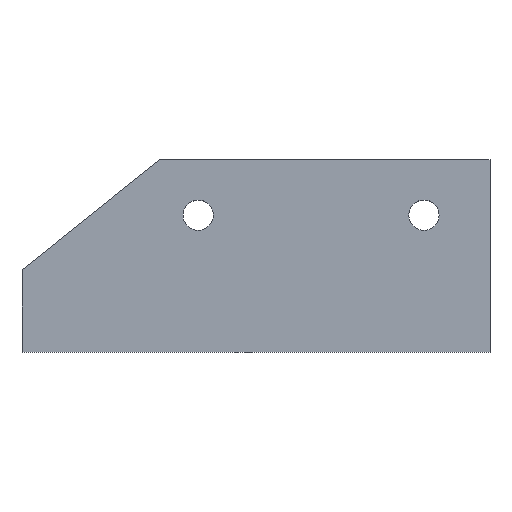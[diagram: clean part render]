
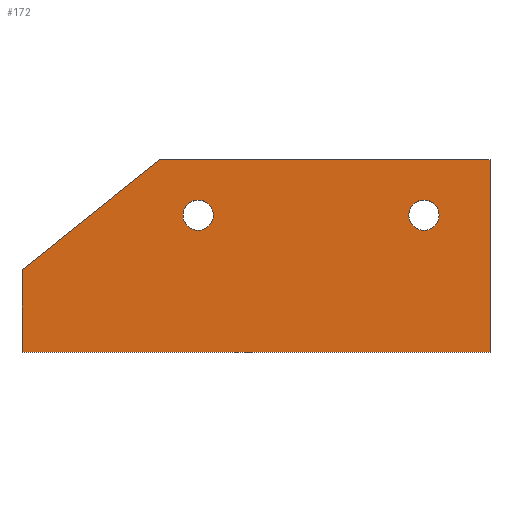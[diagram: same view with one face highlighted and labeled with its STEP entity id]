
A CAD part, top view. The second image highlights one B-rep face of the part: STEP entity #172.
In plain terms, the highlighted planar face has unit normal (0, 0, 1).
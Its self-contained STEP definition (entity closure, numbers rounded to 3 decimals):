
#15=FACE_BOUND('',#43,.T.);
#16=FACE_BOUND('',#44,.T.);
#24=PLANE('',#199);
#33=FACE_OUTER_BOUND('',#42,.T.);
#42=EDGE_LOOP('',(#149,#150,#151,#152,#153));
#43=EDGE_LOOP('',(#154));
#44=EDGE_LOOP('',(#155));
#52=LINE('',#266,#69);
#55=LINE('',#272,#72);
#58=LINE('',#278,#75);
#61=LINE('',#284,#78);
#64=LINE('',#288,#81);
#69=VECTOR('',#221,10.);
#72=VECTOR('',#226,10.);
#75=VECTOR('',#231,10.);
#78=VECTOR('',#236,10.);
#81=VECTOR('',#241,10.);
#82=CIRCLE('',#189,2.75);
#84=CIRCLE('',#192,2.75);
#86=VERTEX_POINT('',#248);
#88=VERTEX_POINT('',#254);
#92=VERTEX_POINT('',#263);
#93=VERTEX_POINT('',#265);
#95=VERTEX_POINT('',#271);
#97=VERTEX_POINT('',#277);
#99=VERTEX_POINT('',#283);
#100=EDGE_CURVE('',#86,#86,#82,.T.);
#103=EDGE_CURVE('',#88,#88,#84,.T.);
#108=EDGE_CURVE('',#93,#92,#52,.T.);
#111=EDGE_CURVE('',#95,#93,#55,.T.);
#114=EDGE_CURVE('',#97,#95,#58,.T.);
#117=EDGE_CURVE('',#99,#97,#61,.T.);
#120=EDGE_CURVE('',#92,#99,#64,.T.);
#149=ORIENTED_EDGE('',*,*,#120,.T.);
#150=ORIENTED_EDGE('',*,*,#117,.T.);
#151=ORIENTED_EDGE('',*,*,#114,.T.);
#152=ORIENTED_EDGE('',*,*,#111,.T.);
#153=ORIENTED_EDGE('',*,*,#108,.T.);
#154=ORIENTED_EDGE('',*,*,#103,.T.);
#155=ORIENTED_EDGE('',*,*,#100,.T.);
#172=ADVANCED_FACE('',(#33,#15,#16),#24,.T.);
#189=AXIS2_PLACEMENT_3D('',#249,#205,#206);
#192=AXIS2_PLACEMENT_3D('',#255,#212,#213);
#199=AXIS2_PLACEMENT_3D('',#289,#242,#243);
#205=DIRECTION('center_axis',(0.,0.,-1.));
#206=DIRECTION('ref_axis',(1.,0.,0.));
#212=DIRECTION('center_axis',(0.,0.,-1.));
#213=DIRECTION('ref_axis',(1.,0.,0.));
#221=DIRECTION('',(0.,1.,0.));
#226=DIRECTION('',(1.,0.,0.));
#231=DIRECTION('',(0.,-1.,0.));
#236=DIRECTION('',(-0.781,-0.625,0.));
#241=DIRECTION('',(-1.,0.,0.));
#242=DIRECTION('center_axis',(0.,0.,1.));
#243=DIRECTION('ref_axis',(1.,0.,0.));
#248=CARTESIAN_POINT('',(-37.75,9.903,6.));
#249=CARTESIAN_POINT('Origin',(-35.,9.903,6.));
#254=CARTESIAN_POINT('',(3.25,9.903,6.));
#255=CARTESIAN_POINT('Origin',(6.,9.903,6.));
#263=CARTESIAN_POINT('',(18.,20.,6.));
#265=CARTESIAN_POINT('',(18.,-15.,6.));
#266=CARTESIAN_POINT('',(18.,-15.,6.));
#271=CARTESIAN_POINT('',(-67.,-15.,6.));
#272=CARTESIAN_POINT('',(-67.,-15.,6.));
#277=CARTESIAN_POINT('',(-67.,0.,6.));
#278=CARTESIAN_POINT('',(-67.,20.,6.));
#283=CARTESIAN_POINT('',(-42.,20.,6.));
#284=CARTESIAN_POINT('',(-42.,20.,6.));
#288=CARTESIAN_POINT('',(18.,20.,6.));
#289=CARTESIAN_POINT('Origin',(-24.5,2.5,6.));
